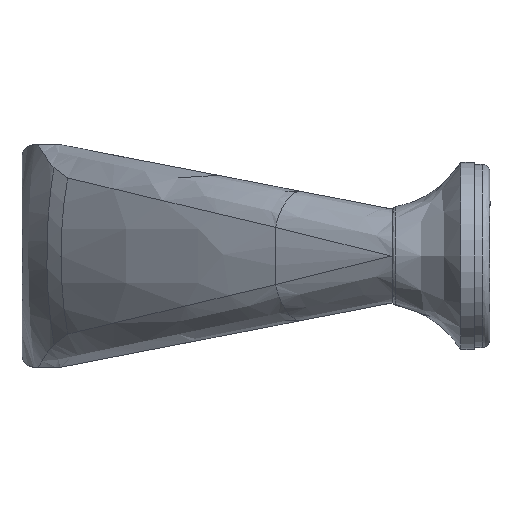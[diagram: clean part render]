
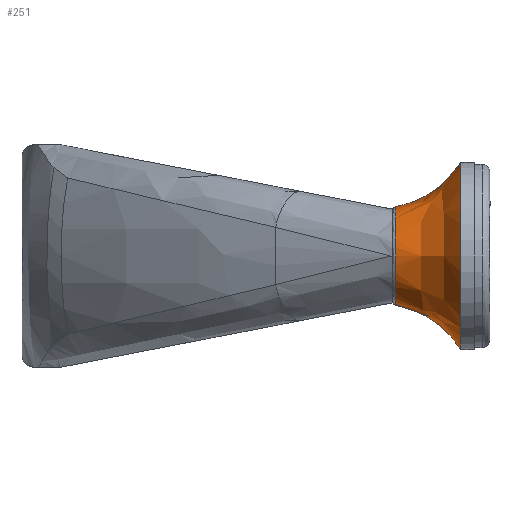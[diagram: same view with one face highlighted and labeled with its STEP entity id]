
A CAD part, left-side view. The second image highlights one B-rep face of the part: STEP entity #251.
In plain terms, the highlighted free-form (B-spline) face has degree [3, 3] with [4, 4] control points.
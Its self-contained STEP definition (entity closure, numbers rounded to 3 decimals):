
#46 = EDGE_LOOP ( 'NONE', ( #4149, #3161, #1035, #1908 ) ) ;
#54 = DIRECTION ( 'NONE',  ( 0., 0., 1. ) ) ;
#251 = ADVANCED_FACE ( 'NONE', ( #3759 ), #5910, .F. ) ;
#398 = DIRECTION ( 'NONE',  ( 0., 0., 1. ) ) ;
#527 = VERTEX_POINT ( 'NONE', #5346 ) ;
#536 = CIRCLE ( 'NONE', #4908, 24. ) ;
#618 = DIRECTION ( 'NONE',  ( 0., 0., 1. ) ) ;
#760 = CARTESIAN_POINT ( 'NONE',  ( 11., -13.728, 17.947 ) ) ;
#823 = CARTESIAN_POINT ( 'NONE',  ( 11., -17.5, -24. ) ) ;
#1035 = ORIENTED_EDGE ( 'NONE', *, *, #1076, .T. ) ;
#1076 = EDGE_CURVE ( 'NONE', #1828, #527, #5562, .T. ) ;
#1231 = CARTESIAN_POINT ( 'NONE',  ( -14.274, -0.819, -12.637 ) ) ;
#1480 = AXIS2_PLACEMENT_3D ( 'NONE', #2503, #5979, #618 ) ;
#1679 = EDGE_CURVE ( 'NONE', #4321, #2278, #5153, .T. ) ;
#1828 = VERTEX_POINT ( 'NONE', #2615 ) ;
#1837 = CARTESIAN_POINT ( 'NONE',  ( -37., -17.5, -24. ) ) ;
#1908 = ORIENTED_EDGE ( 'NONE', *, *, #3514, .F. ) ;
#2258 = CARTESIAN_POINT ( 'NONE',  ( 11., -7.833, -13.931 ) ) ;
#2278 = VERTEX_POINT ( 'NONE', #5026 ) ;
#2290 = CARTESIAN_POINT ( 'NONE',  ( 11., -17.5, 24. ) ) ;
#2320 = CARTESIAN_POINT ( 'NONE',  ( -37., -17.5, 24. ) ) ;
#2359 = CIRCLE ( 'NONE', #5207, 12.637 ) ;
#2503 = CARTESIAN_POINT ( 'NONE',  ( 11., 3.717, 37.222 ) ) ;
#2537 = CARTESIAN_POINT ( 'NONE',  ( 11., -0.819, -12.637 ) ) ;
#2615 = CARTESIAN_POINT ( 'NONE',  ( 11., -17.5, 24. ) ) ;
#2819 = CARTESIAN_POINT ( 'NONE',  ( 11., -0.819, 0. ) ) ;
#3161 = ORIENTED_EDGE ( 'NONE', *, *, #3318, .F. ) ;
#3185 = CARTESIAN_POINT ( 'NONE',  ( 11., -13.728, -17.947 ) ) ;
#3318 = EDGE_CURVE ( 'NONE', #1828, #2278, #536, .T. ) ;
#3497 = DIRECTION ( 'NONE',  ( 0., 0., -1. ) ) ;
#3514 = EDGE_CURVE ( 'NONE', #4321, #527, #2359, .T. ) ;
#3759 = FACE_OUTER_BOUND ( 'NONE', #46, .T. ) ;
#3909 = DIRECTION ( 'NONE',  ( 0., -1., 0. ) ) ;
#4149 = ORIENTED_EDGE ( 'NONE', *, *, #1679, .T. ) ;
#4201 = CARTESIAN_POINT ( 'NONE',  ( -16.862, -7.833, -13.931 ) ) ;
#4263 = CARTESIAN_POINT ( 'NONE',  ( -14.274, -0.819, 12.637 ) ) ;
#4294 = CARTESIAN_POINT ( 'NONE',  ( 11., -0.819, 12.637 ) ) ;
#4321 = VERTEX_POINT ( 'NONE', #2537 ) ;
#4742 = CARTESIAN_POINT ( 'NONE',  ( -16.862, -7.833, 13.931 ) ) ;
#4762 = DIRECTION ( 'NONE',  ( 0., 1., 0. ) ) ;
#4908 = AXIS2_PLACEMENT_3D ( 'NONE', #5406, #3909, #54 ) ;
#5026 = CARTESIAN_POINT ( 'NONE',  ( 11., -17.5, -24. ) ) ;
#5128 = CARTESIAN_POINT ( 'NONE',  ( 11., -0.819, -12.637 ) ) ;
#5153 = CIRCLE ( 'NONE', #5970, 25. ) ;
#5207 = AXIS2_PLACEMENT_3D ( 'NONE', #2819, #4762, #398 ) ;
#5346 = CARTESIAN_POINT ( 'NONE',  ( 11., -0.819, 12.637 ) ) ;
#5406 = CARTESIAN_POINT ( 'NONE',  ( 11., -17.5, 0. ) ) ;
#5562 = CIRCLE ( 'NONE', #1480, 25. ) ;
#5672 = CARTESIAN_POINT ( 'NONE',  ( 11., -7.833, 13.931 ) ) ;
#5736 = CARTESIAN_POINT ( 'NONE',  ( -24.893, -13.728, -17.947 ) ) ;
#5889 = DIRECTION ( 'NONE',  ( 1., 0., 0. ) ) ;
#5910 =( BOUNDED_SURFACE ( )  B_SPLINE_SURFACE ( 3, 3, ( 
 ( #823, #1837, #2320, #2290 ),
 ( #3185, #5736, #6114, #760 ),
 ( #2258, #4201, #4742, #5672 ),
 ( #5128, #1231, #4263, #4294 ) ),
 .UNSPECIFIED., .F., .F., .F. ) 
 B_SPLINE_SURFACE_WITH_KNOTS ( ( 4, 4 ),
 ( 4, 4 ),
 ( 0., 1. ),
 ( 0., 1. ),
 .UNSPECIFIED. ) 
 GEOMETRIC_REPRESENTATION_ITEM ( )  RATIONAL_B_SPLINE_SURFACE ( (
 ( 1., 0.333, 0.333, 1.),
 ( 0.943, 0.314, 0.314, 0.943),
 ( 0.943, 0.314, 0.314, 0.943),
 ( 1., 0.333, 0.333, 1.) ) ) 
 REPRESENTATION_ITEM ( '' )  SURFACE ( )  );
#5970 = AXIS2_PLACEMENT_3D ( 'NONE', #5986, #5889, #3497 ) ;
#5979 = DIRECTION ( 'NONE',  ( 1., 0., 0. ) ) ;
#5986 = CARTESIAN_POINT ( 'NONE',  ( 11., 3.717, -37.222 ) ) ;
#6114 = CARTESIAN_POINT ( 'NONE',  ( -24.893, -13.728, 17.947 ) ) ;
